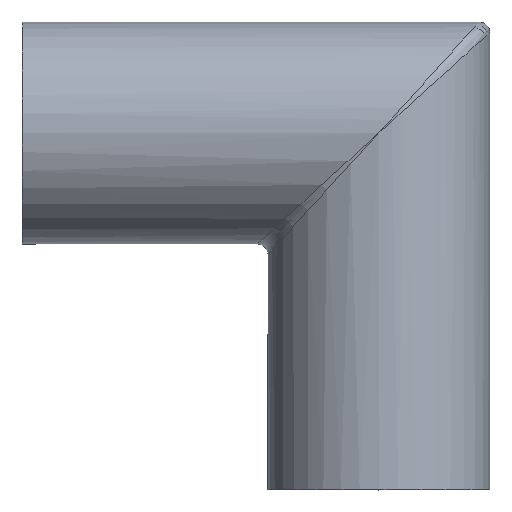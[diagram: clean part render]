
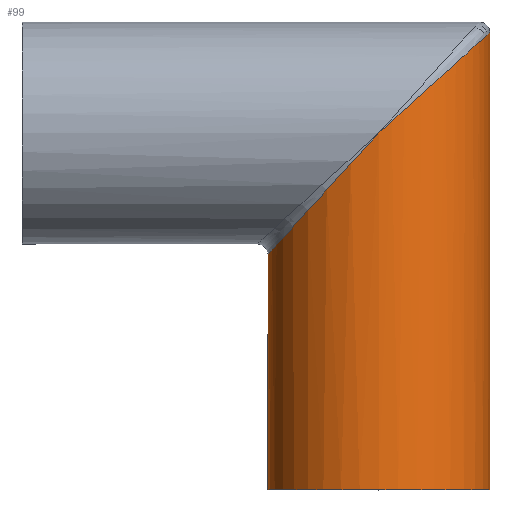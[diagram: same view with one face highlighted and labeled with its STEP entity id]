
A CAD part, top view. The second image highlights one B-rep face of the part: STEP entity #99.
In plain terms, the highlighted cylindrical face has radius 21 mm (diameter 42 mm), a full revolution.
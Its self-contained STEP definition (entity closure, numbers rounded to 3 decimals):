
#24=CIRCLE('',#123,21.);
#28=ORIENTED_EDGE('',*,*,#46,.T.);
#29=ORIENTED_EDGE('',*,*,#47,.T.);
#30=ORIENTED_EDGE('',*,*,#48,.F.);
#46=EDGE_CURVE('',#55,#56,#62,.T.);
#47=EDGE_CURVE('',#56,#55,#63,.T.);
#48=EDGE_CURVE('',#57,#57,#24,.T.);
#55=VERTEX_POINT('',#170);
#56=VERTEX_POINT('',#171);
#57=VERTEX_POINT('',#174);
#62=ELLIPSE('',#121,28.32,21.);
#63=ELLIPSE('',#122,31.145,21.);
#67=EDGE_LOOP('',(#28,#29));
#68=EDGE_LOOP('',(#30));
#81=FACE_BOUND('',#67,.T.);
#82=FACE_BOUND('',#68,.T.);
#95=CYLINDRICAL_SURFACE('',#120,21.);
#99=ADVANCED_FACE('',(#81,#82),#95,.T.);
#120=AXIS2_PLACEMENT_3D('',#168,#137,#138);
#121=AXIS2_PLACEMENT_3D('',#169,#139,#140);
#122=AXIS2_PLACEMENT_3D('',#172,#141,#142);
#123=AXIS2_PLACEMENT_3D('',#173,#143,#144);
#137=DIRECTION('',(0.,-1.,0.));
#138=DIRECTION('',(0.,0.,-1.));
#139=DIRECTION('',(0.671,-0.742,0.));
#140=DIRECTION('',(-0.742,-0.671,0.));
#141=DIRECTION('',(0.738,-0.674,0.));
#142=DIRECTION('',(-0.674,-0.738,0.));
#143=DIRECTION('',(0.,-1.,0.));
#144=DIRECTION('',(1.,0.,0.));
#168=CARTESIAN_POINT('',(0.,95.835,0.));
#169=CARTESIAN_POINT('',(0.,67.5,0.));
#170=CARTESIAN_POINT('',(0.,67.5,-21.));
#171=CARTESIAN_POINT('',(0.,67.5,21.));
#172=CARTESIAN_POINT('',(0.,67.5,0.));
#173=CARTESIAN_POINT('',(0.,0.,0.));
#174=CARTESIAN_POINT('',(21.,0.,0.));
